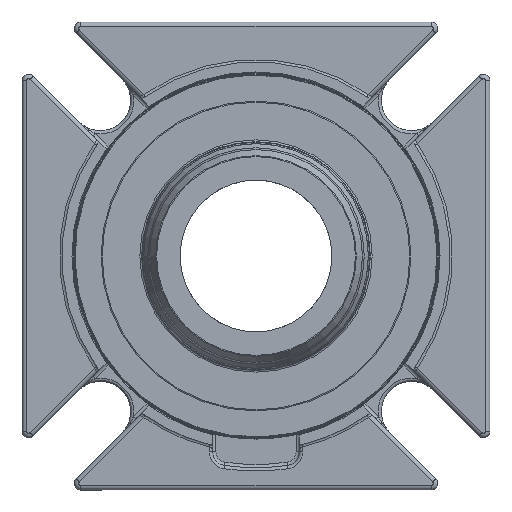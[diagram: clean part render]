
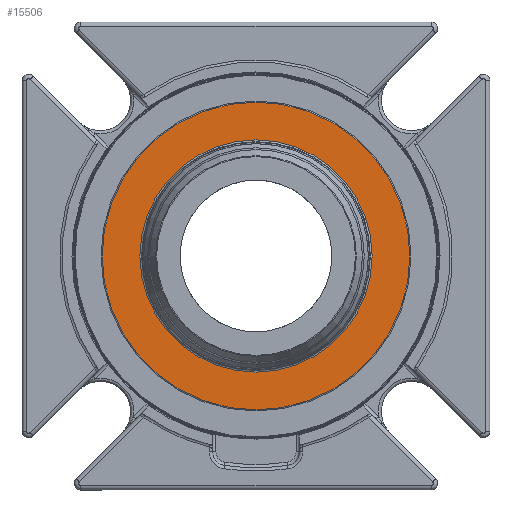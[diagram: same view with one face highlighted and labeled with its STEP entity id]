
A CAD part, left-side view. The second image highlights one B-rep face of the part: STEP entity #15506.
In plain terms, the highlighted planar face has unit normal (-1, 0, 0).
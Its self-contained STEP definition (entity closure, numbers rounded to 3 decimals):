
#1492=CIRCLE('',#16894,26.784);
#1493=CIRCLE('',#16896,35.497);
#6303=ORIENTED_EDGE('',*,*,#8612,.T.);
#6304=ORIENTED_EDGE('',*,*,#8613,.T.);
#8612=EDGE_CURVE('',#10123,#10123,#1492,.T.);
#8613=EDGE_CURVE('',#10124,#10124,#1493,.T.);
#10123=VERTEX_POINT('',#29548);
#10124=VERTEX_POINT('',#29551);
#13285=EDGE_LOOP('',(#6303));
#13286=EDGE_LOOP('',(#6304));
#14280=FACE_BOUND('',#13285,.T.);
#14281=FACE_BOUND('',#13286,.T.);
#14643=PLANE('',#16895);
#15506=ADVANCED_FACE('',(#14280,#14281),#14643,.F.);
#16894=AXIS2_PLACEMENT_3D('',#29547,#20736,#20737);
#16895=AXIS2_PLACEMENT_3D('',#29549,#20738,#20739);
#16896=AXIS2_PLACEMENT_3D('',#29550,#20740,#20741);
#20736=DIRECTION('',(1.,0.,0.));
#20737=DIRECTION('',(0.,1.,0.));
#20738=DIRECTION('',(1.,0.,0.));
#20739=DIRECTION('',(0.,1.,0.));
#20740=DIRECTION('',(-1.,0.,0.));
#20741=DIRECTION('',(0.,-1.,0.));
#29547=CARTESIAN_POINT('',(40.157,0.,0.));
#29548=CARTESIAN_POINT('',(40.157,26.784,0.));
#29549=CARTESIAN_POINT('',(40.157,-35.497,0.));
#29550=CARTESIAN_POINT('',(40.157,0.,0.));
#29551=CARTESIAN_POINT('',(40.157,-35.497,0.));
